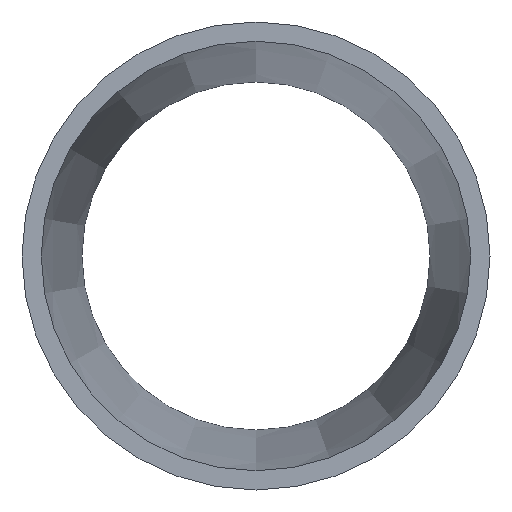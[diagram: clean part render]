
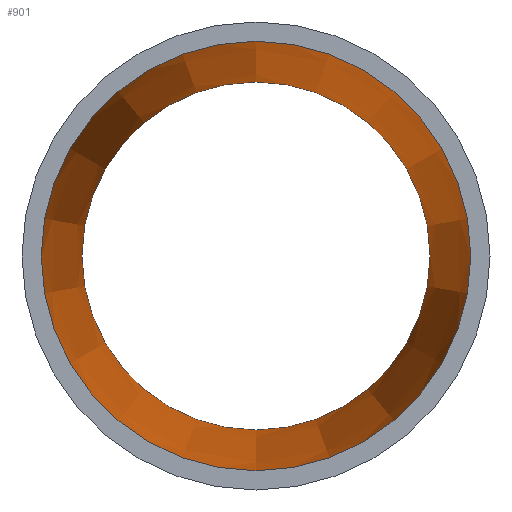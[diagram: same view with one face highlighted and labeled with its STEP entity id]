
A CAD part, front view. The second image highlights one B-rep face of the part: STEP entity #901.
In plain terms, the highlighted conical face has half-angle 4.036 degrees and reference radius 33.492 mm.
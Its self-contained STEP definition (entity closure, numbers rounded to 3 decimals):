
#901 = ADVANCED_FACE ( 'NONE', ( #9668, #26989 ), #9695, .F. ) ;
#1263 = CARTESIAN_POINT ( 'NONE',  ( 0., 0., -33.493 ) ) ;
#1338 = DIRECTION ( 'NONE',  ( 0., 0., -1. ) ) ;
#1823 = VERTEX_POINT ( 'NONE', #1263 ) ;
#3738 = ORIENTED_EDGE ( 'NONE', *, *, #5650, .T. ) ;
#3847 = CARTESIAN_POINT ( 'NONE',  ( 0., 90., -27.143 ) ) ;
#5650 = EDGE_CURVE ( 'NONE', #1823, #1823, #22954, .T. ) ;
#5758 = CARTESIAN_POINT ( 'NONE',  ( 0., 0., 0. ) ) ;
#9668 = FACE_BOUND ( 'NONE', #27347, .T. ) ;
#9695 = CONICAL_SURFACE ( 'NONE', #17892, 33.493, 0.07 ) ;
#10898 = DIRECTION ( 'NONE',  ( 0., -1., 0. ) ) ;
#12764 = CARTESIAN_POINT ( 'NONE',  ( 0., 0., 0. ) ) ;
#15744 = CIRCLE ( 'NONE', #28123, 27.143 ) ;
#16669 = DIRECTION ( 'NONE',  ( 0., -1., 0. ) ) ;
#17042 = VERTEX_POINT ( 'NONE', #3847 ) ;
#17213 = DIRECTION ( 'NONE',  ( 0., 0., -1. ) ) ;
#17274 = ORIENTED_EDGE ( 'NONE', *, *, #21926, .F. ) ;
#17656 = EDGE_LOOP ( 'NONE', ( #3738 ) ) ;
#17892 = AXIS2_PLACEMENT_3D ( 'NONE', #5758, #16669, #25245 ) ;
#19788 = AXIS2_PLACEMENT_3D ( 'NONE', #12764, #10898, #17213 ) ;
#21926 = EDGE_CURVE ( 'NONE', #17042, #17042, #15744, .T. ) ;
#22954 = CIRCLE ( 'NONE', #19788, 33.493 ) ;
#22981 = CARTESIAN_POINT ( 'NONE',  ( 0., 90., 0. ) ) ;
#25245 = DIRECTION ( 'NONE',  ( 0., 0., -1. ) ) ;
#25551 = DIRECTION ( 'NONE',  ( 0., -1., 0. ) ) ;
#26989 = FACE_OUTER_BOUND ( 'NONE', #17656, .T. ) ;
#27347 = EDGE_LOOP ( 'NONE', ( #17274 ) ) ;
#28123 = AXIS2_PLACEMENT_3D ( 'NONE', #22981, #25551, #1338 ) ;
